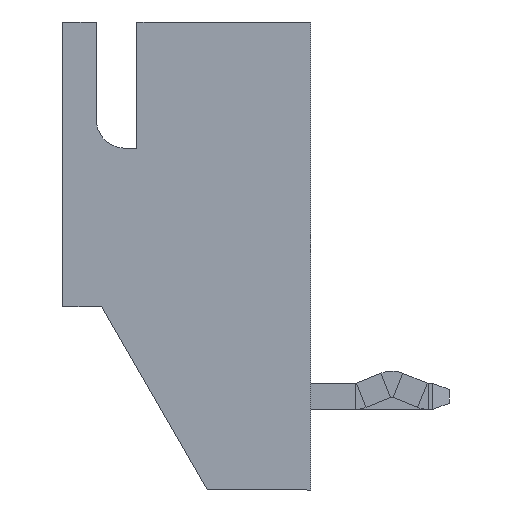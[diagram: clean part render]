
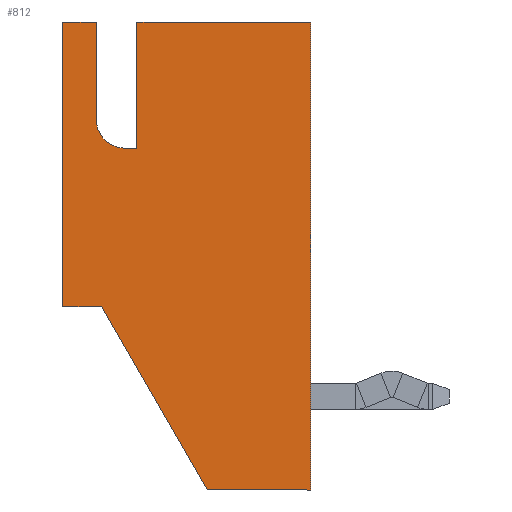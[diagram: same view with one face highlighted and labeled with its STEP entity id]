
A CAD part, left-side view. The second image highlights one B-rep face of the part: STEP entity #812.
In plain terms, the highlighted planar face has unit normal (-1, 0, 0).
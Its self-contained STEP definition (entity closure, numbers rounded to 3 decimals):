
#85 = DIRECTION ( 'NONE',  ( 0., 1., 0. ) ) ;
#120 = ORIENTED_EDGE ( 'NONE', *, *, #240, .T. ) ;
#129 = CIRCLE ( 'NONE', #3580, 0.7 ) ;
#134 = DIRECTION ( 'NONE',  ( 0., 0., 1. ) ) ;
#147 = VECTOR ( 'NONE', #4130, 1000. ) ;
#222 = VERTEX_POINT ( 'NONE', #1945 ) ;
#230 = CARTESIAN_POINT ( 'NONE',  ( -4.95, 0., 0. ) ) ;
#235 = CARTESIAN_POINT ( 'NONE',  ( -4.95, 6.1, 0. ) ) ;
#240 = EDGE_CURVE ( 'NONE', #1052, #1419, #129, .T. ) ;
#266 = CARTESIAN_POINT ( 'NONE',  ( -4.95, 0., 0. ) ) ;
#282 = VECTOR ( 'NONE', #134, 1000. ) ;
#290 = CARTESIAN_POINT ( 'NONE',  ( -4.95, 4.575, -3.1 ) ) ;
#334 = VERTEX_POINT ( 'NONE', #3653 ) ;
#365 = DIRECTION ( 'NONE',  ( 0., 0., 1. ) ) ;
#417 = LINE ( 'NONE', #762, #970 ) ;
#445 = DIRECTION ( 'NONE',  ( -1., 0., 0. ) ) ;
#479 = CARTESIAN_POINT ( 'NONE',  ( -4.95, 0., -11.5 ) ) ;
#508 = EDGE_CURVE ( 'NONE', #537, #3136, #1162, .T. ) ;
#537 = VERTEX_POINT ( 'NONE', #266 ) ;
#684 = AXIS2_PLACEMENT_3D ( 'NONE', #1453, #445, #1700 ) ;
#762 = CARTESIAN_POINT ( 'NONE',  ( -4.95, 4.575, -3.1 ) ) ;
#781 = CARTESIAN_POINT ( 'NONE',  ( -4.95, 0., -7. ) ) ;
#807 = FACE_OUTER_BOUND ( 'NONE', #3700, .T. ) ;
#812 = ADVANCED_FACE ( 'NONE', ( #807 ), #2386, .T. ) ;
#905 = VECTOR ( 'NONE', #2940, 1000. ) ;
#970 = VECTOR ( 'NONE', #2048, 1000. ) ;
#995 = VERTEX_POINT ( 'NONE', #1551 ) ;
#1052 = VERTEX_POINT ( 'NONE', #290 ) ;
#1074 = ORIENTED_EDGE ( 'NONE', *, *, #2819, .T. ) ;
#1093 = VECTOR ( 'NONE', #1977, 1000. ) ;
#1095 = EDGE_CURVE ( 'NONE', #1419, #995, #3567, .T. ) ;
#1096 = DIRECTION ( 'NONE',  ( 0., 1., 0. ) ) ;
#1116 = LINE ( 'NONE', #781, #1495 ) ;
#1147 = EDGE_CURVE ( 'NONE', #4035, #995, #1649, .T. ) ;
#1162 = LINE ( 'NONE', #230, #2613 ) ;
#1200 = ORIENTED_EDGE ( 'NONE', *, *, #1350, .T. ) ;
#1350 = EDGE_CURVE ( 'NONE', #3948, #2901, #4153, .T. ) ;
#1416 = LINE ( 'NONE', #2040, #282 ) ;
#1419 = VERTEX_POINT ( 'NONE', #1871 ) ;
#1453 = CARTESIAN_POINT ( 'NONE',  ( -4.95, 0., 0. ) ) ;
#1484 = ORIENTED_EDGE ( 'NONE', *, *, #2585, .F. ) ;
#1493 = EDGE_CURVE ( 'NONE', #3948, #537, #1514, .T. ) ;
#1495 = VECTOR ( 'NONE', #1096, 1000. ) ;
#1514 = LINE ( 'NONE', #1589, #1093 ) ;
#1525 = ORIENTED_EDGE ( 'NONE', *, *, #1147, .F. ) ;
#1551 = CARTESIAN_POINT ( 'NONE',  ( -4.95, 5.275, 0. ) ) ;
#1589 = CARTESIAN_POINT ( 'NONE',  ( -4.95, 0., 0. ) ) ;
#1649 = LINE ( 'NONE', #3609, #905 ) ;
#1679 = VECTOR ( 'NONE', #2828, 1000. ) ;
#1700 = DIRECTION ( 'NONE',  ( 0., 0., 1. ) ) ;
#1830 = DIRECTION ( 'NONE',  ( 0., 0., -1. ) ) ;
#1856 = ORIENTED_EDGE ( 'NONE', *, *, #4040, .F. ) ;
#1871 = CARTESIAN_POINT ( 'NONE',  ( -4.95, 5.275, -2.4 ) ) ;
#1945 = CARTESIAN_POINT ( 'NONE',  ( -4.95, 6.1, -7. ) ) ;
#1977 = DIRECTION ( 'NONE',  ( 0., -1., 0. ) ) ;
#1990 = VERTEX_POINT ( 'NONE', #2509 ) ;
#2040 = CARTESIAN_POINT ( 'NONE',  ( -4.95, 6.1, 0. ) ) ;
#2048 = DIRECTION ( 'NONE',  ( 0., 1., 0. ) ) ;
#2277 = CARTESIAN_POINT ( 'NONE',  ( -4.95, 4.575, -2.4 ) ) ;
#2367 = VECTOR ( 'NONE', #85, 1000. ) ;
#2386 = PLANE ( 'NONE',  #684 ) ;
#2499 = CARTESIAN_POINT ( 'NONE',  ( -4.95, 4.275, -3.1 ) ) ;
#2509 = CARTESIAN_POINT ( 'NONE',  ( -4.95, 2.55, -11.5 ) ) ;
#2585 = EDGE_CURVE ( 'NONE', #3136, #1990, #3294, .T. ) ;
#2596 = ORIENTED_EDGE ( 'NONE', *, *, #1095, .T. ) ;
#2613 = VECTOR ( 'NONE', #1830, 1000. ) ;
#2793 = LINE ( 'NONE', #4079, #1679 ) ;
#2815 = ORIENTED_EDGE ( 'NONE', *, *, #508, .F. ) ;
#2819 = EDGE_CURVE ( 'NONE', #2901, #1052, #417, .T. ) ;
#2828 = DIRECTION ( 'NONE',  ( 0., 0.5, 0.866 ) ) ;
#2847 = EDGE_CURVE ( 'NONE', #334, #222, #1116, .T. ) ;
#2901 = VERTEX_POINT ( 'NONE', #3982 ) ;
#2914 = ORIENTED_EDGE ( 'NONE', *, *, #2847, .F. ) ;
#2940 = DIRECTION ( 'NONE',  ( 0., -1., 0. ) ) ;
#3036 = EDGE_CURVE ( 'NONE', #222, #4035, #1416, .T. ) ;
#3136 = VERTEX_POINT ( 'NONE', #479 ) ;
#3252 = DIRECTION ( 'NONE',  ( 1., 0., 0. ) ) ;
#3294 = LINE ( 'NONE', #4156, #2367 ) ;
#3548 = ORIENTED_EDGE ( 'NONE', *, *, #3036, .F. ) ;
#3567 = LINE ( 'NONE', #3626, #3876 ) ;
#3580 = AXIS2_PLACEMENT_3D ( 'NONE', #2277, #3252, #3905 ) ;
#3609 = CARTESIAN_POINT ( 'NONE',  ( -4.95, 0., 0. ) ) ;
#3626 = CARTESIAN_POINT ( 'NONE',  ( -4.95, 5.275, 0. ) ) ;
#3653 = CARTESIAN_POINT ( 'NONE',  ( -4.95, 5.148, -7. ) ) ;
#3700 = EDGE_LOOP ( 'NONE', ( #2596, #1525, #3548, #2914, #1856, #1484, #2815, #3896, #1200, #1074, #120 ) ) ;
#3876 = VECTOR ( 'NONE', #365, 1000. ) ;
#3896 = ORIENTED_EDGE ( 'NONE', *, *, #1493, .F. ) ;
#3905 = DIRECTION ( 'NONE',  ( 0., 0., -1. ) ) ;
#3947 = CARTESIAN_POINT ( 'NONE',  ( -4.95, 4.275, 0. ) ) ;
#3948 = VERTEX_POINT ( 'NONE', #3947 ) ;
#3982 = CARTESIAN_POINT ( 'NONE',  ( -4.95, 4.275, -3.1 ) ) ;
#4035 = VERTEX_POINT ( 'NONE', #235 ) ;
#4040 = EDGE_CURVE ( 'NONE', #1990, #334, #2793, .T. ) ;
#4079 = CARTESIAN_POINT ( 'NONE',  ( -4.95, 2.55, -11.5 ) ) ;
#4130 = DIRECTION ( 'NONE',  ( 0., 0., -1. ) ) ;
#4153 = LINE ( 'NONE', #2499, #147 ) ;
#4156 = CARTESIAN_POINT ( 'NONE',  ( -4.95, 0., -11.5 ) ) ;
